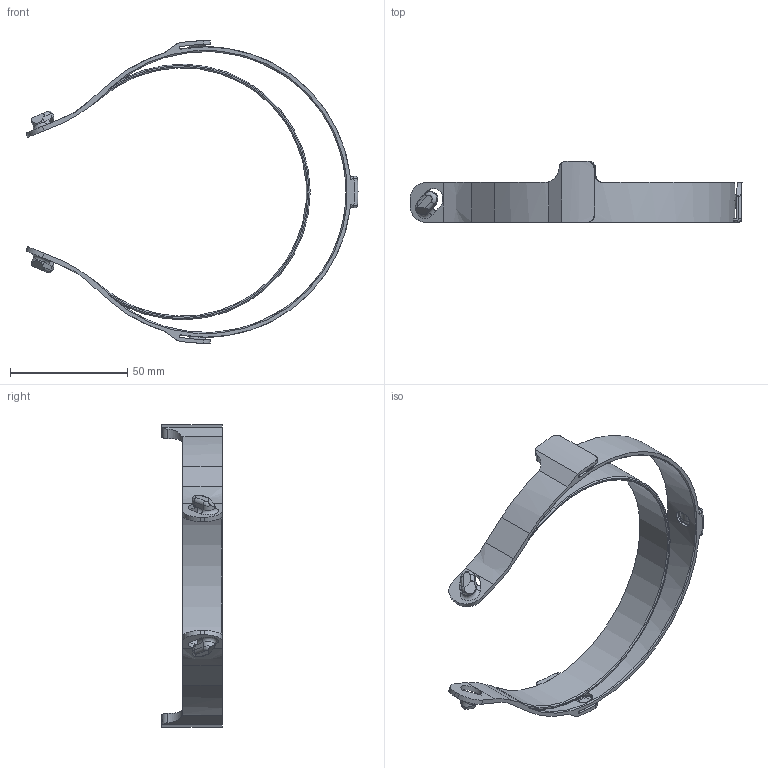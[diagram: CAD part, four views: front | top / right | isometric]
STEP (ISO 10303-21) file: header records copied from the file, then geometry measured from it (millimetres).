
FILE_DESCRIPTION(/* description */ (''),/* implementation_level */ '2;1');
FILE_NAME(/* name */ 'face_shield_fabuchile_v3.step',/* time_stamp */ '2020-04-02T20:27:02-03:00',/* author */ (''),/* organization */ (''),/* preprocessor_version */ 'ST-DEVELOPER v18',/* originating_system */ 'Autodesk Translation Framework v8.12.0.6',/* authorisation */ '');
FILE_SCHEMA (('AUTOMOTIVE_DESIGN { 1 0 10303 214 3 1 1 }'));
Length unit declared in the file: millimetre
Products named in the file (1): covid19_facemask v21 i2
Bounding box: 141.75 x 26 x 129.2 mm (x, y, z)
Volume: 20898.8 mm3; surface area: 24591.4 mm2
Topology: 1 solids, 1 shells, 203 faces, 573 edges, 378 vertices
Faces by surface type: cylinder 81, plane 60, bspline 41, torus 16, cone 5
Entity records: 9873 total; most frequent: CARTESIAN_POINT 4867, ORIENTED_EDGE 1146, DIRECTION 900, EDGE_CURVE 573, VERTEX_POINT 378, AXIS2_PLACEMENT_3D 348, EDGE_LOOP 229, LINE 204
